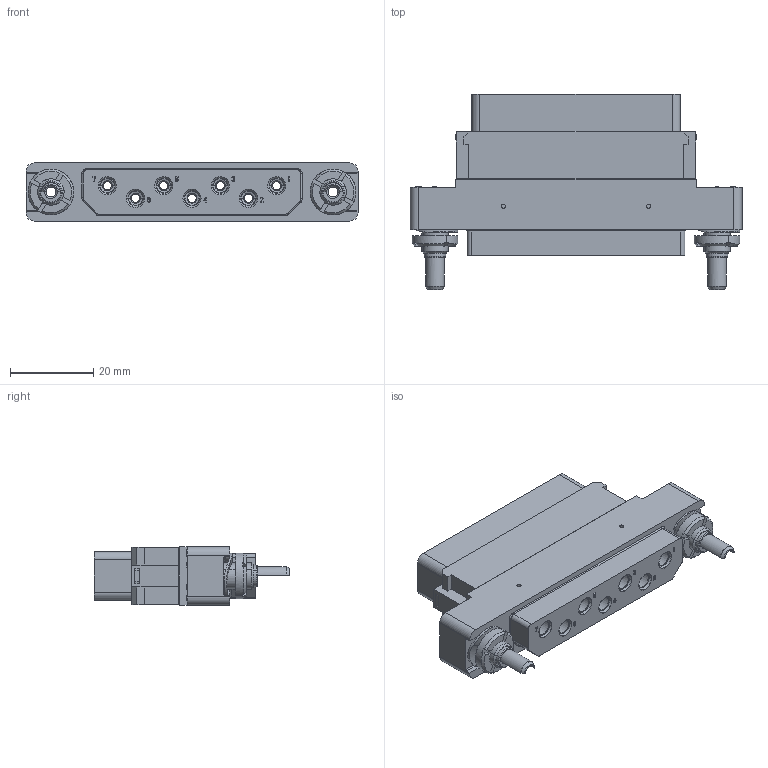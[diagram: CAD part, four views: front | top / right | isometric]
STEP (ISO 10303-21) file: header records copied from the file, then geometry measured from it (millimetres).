
FILE_DESCRIPTION((''),'2;1');
FILE_NAME('1900ND16S1B00A','2019-10-29T',('presta_be4'),(''),'CREO PARAMETRIC BY PTC INC, 2018360','CREO PARAMETRIC BY PTC INC, 2018360','');
FILE_SCHEMA(('CONFIG_CONTROL_DESIGN'));
Products named in the file (1): 1900ND16S1B00A
Bounding box: 80 x 47.2 x 14 mm (x, y, z)
Volume: 22937 mm3; surface area: 18200.2 mm2
Topology: 1 solids, 1 shells, 1742 faces, 4509 edges, 2874 vertices
Faces by surface type: plane 1029, cylinder 300, cone 198, torus 176, extrusion 26, bspline 13
Entity records: 59513 total; most frequent: CARTESIAN_POINT 16512, ORIENTED_EDGE 9010, DIRECTION 8797, EDGE_CURVE 4505, VECTOR 3165, LINE 3139, VERTEX_POINT 2874, AXIS2_PLACEMENT_3D 2816
